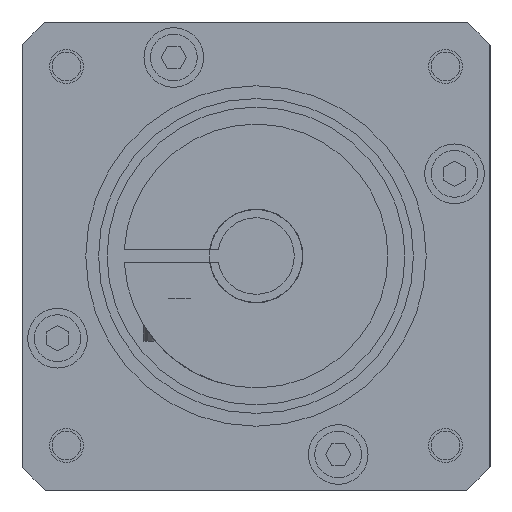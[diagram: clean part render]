
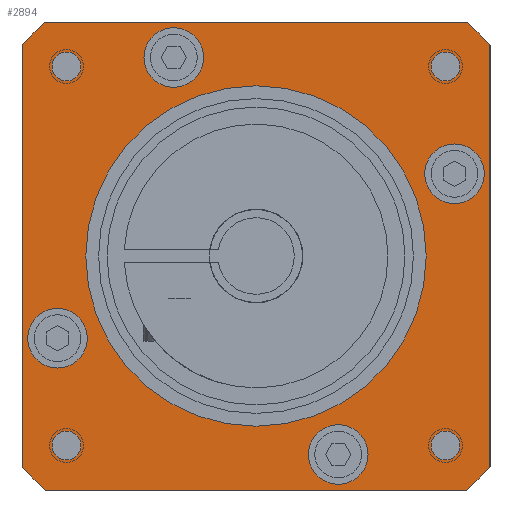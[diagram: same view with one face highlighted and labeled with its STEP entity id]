
A CAD part, left-side view. The second image highlights one B-rep face of the part: STEP entity #2894.
In plain terms, the highlighted planar face has unit normal (-1, 0, 0).
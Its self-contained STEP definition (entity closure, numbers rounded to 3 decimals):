
#59=CARTESIAN_POINT('',(0.,0.,0.));
#60=DIRECTION('',(-1.,0.,0.));
#61=DIRECTION('',(0.,-0.669,-0.743));
#62=AXIS2_PLACEMENT_3D('',#59,#60,#61);
#64=DIRECTION('',(0.,-1.,0.));
#65=VECTOR('',#64,49.508);
#66=CARTESIAN_POINT('',(0.,24.754,-27.5));
#67=LINE('',#66,#65);
#68=CARTESIAN_POINT('',(0.,0.,0.));
#69=DIRECTION('',(-1.,0.,0.));
#70=DIRECTION('',(0.,0.743,-0.669));
#71=AXIS2_PLACEMENT_3D('',#68,#69,#70);
#73=DIRECTION('',(0.,0.,-1.));
#74=VECTOR('',#73,49.508);
#75=CARTESIAN_POINT('',(0.,27.5,24.754));
#76=LINE('',#75,#74);
#77=CARTESIAN_POINT('',(0.,0.,0.));
#78=DIRECTION('',(-1.,0.,0.));
#79=DIRECTION('',(0.,0.669,0.743));
#80=AXIS2_PLACEMENT_3D('',#77,#78,#79);
#82=DIRECTION('',(0.,1.,0.));
#83=VECTOR('',#82,49.508);
#84=CARTESIAN_POINT('',(0.,-24.754,27.5));
#85=LINE('',#84,#83);
#86=CARTESIAN_POINT('',(0.,0.,0.));
#87=DIRECTION('',(-1.,0.,0.));
#88=DIRECTION('',(0.,-0.743,0.669));
#89=AXIS2_PLACEMENT_3D('',#86,#87,#88);
#91=DIRECTION('',(0.,0.,1.));
#92=VECTOR('',#91,49.508);
#93=CARTESIAN_POINT('',(0.,-27.5,-24.754));
#94=LINE('',#93,#92);
#95=CARTESIAN_POINT('',(0.,0.,0.));
#96=DIRECTION('',(-1.,0.,0.));
#97=DIRECTION('',(0.,0.,-1.));
#98=AXIS2_PLACEMENT_3D('',#95,#96,#97);
#100=CARTESIAN_POINT('',(0.,0.,0.));
#101=DIRECTION('',(-1.,0.,0.));
#102=DIRECTION('',(0.,0.,1.));
#103=AXIS2_PLACEMENT_3D('',#100,#101,#102);
#105=CARTESIAN_POINT('',(0.,-22.274,-22.274));
#106=DIRECTION('',(1.,0.,0.));
#107=DIRECTION('',(0.,1.,0.));
#108=AXIS2_PLACEMENT_3D('',#105,#106,#107);
#110=CARTESIAN_POINT('',(0.,-22.274,-22.274));
#111=DIRECTION('',(1.,0.,0.));
#112=DIRECTION('',(0.,-1.,0.));
#113=AXIS2_PLACEMENT_3D('',#110,#111,#112);
#115=CARTESIAN_POINT('',(0.,22.274,-22.274));
#116=DIRECTION('',(1.,0.,0.));
#117=DIRECTION('',(0.,0.,1.));
#118=AXIS2_PLACEMENT_3D('',#115,#116,#117);
#120=CARTESIAN_POINT('',(0.,22.274,-22.274));
#121=DIRECTION('',(1.,0.,0.));
#122=DIRECTION('',(0.,0.,-1.));
#123=AXIS2_PLACEMENT_3D('',#120,#121,#122);
#125=CARTESIAN_POINT('',(0.,22.274,22.274));
#126=DIRECTION('',(1.,0.,0.));
#127=DIRECTION('',(0.,-1.,0.));
#128=AXIS2_PLACEMENT_3D('',#125,#126,#127);
#130=CARTESIAN_POINT('',(0.,22.274,22.274));
#131=DIRECTION('',(1.,0.,0.));
#132=DIRECTION('',(0.,1.,0.));
#133=AXIS2_PLACEMENT_3D('',#130,#131,#132);
#135=CARTESIAN_POINT('',(0.,-22.274,22.274));
#136=DIRECTION('',(1.,0.,0.));
#137=DIRECTION('',(0.,0.,-1.));
#138=AXIS2_PLACEMENT_3D('',#135,#136,#137);
#140=CARTESIAN_POINT('',(0.,-22.274,22.274));
#141=DIRECTION('',(1.,0.,0.));
#142=DIRECTION('',(0.,0.,1.));
#143=AXIS2_PLACEMENT_3D('',#140,#141,#142);
#145=CARTESIAN_POINT('',(0.,-9.663,-23.328));
#146=DIRECTION('',(1.,0.,0.));
#147=DIRECTION('',(0.,1.,0.));
#148=AXIS2_PLACEMENT_3D('',#145,#146,#147);
#150=CARTESIAN_POINT('',(0.,-9.663,-23.328));
#151=DIRECTION('',(1.,0.,0.));
#152=DIRECTION('',(0.,-1.,0.));
#153=AXIS2_PLACEMENT_3D('',#150,#151,#152);
#155=CARTESIAN_POINT('',(0.,23.328,-9.663));
#156=DIRECTION('',(1.,0.,0.));
#157=DIRECTION('',(0.,0.,1.));
#158=AXIS2_PLACEMENT_3D('',#155,#156,#157);
#160=CARTESIAN_POINT('',(0.,23.328,-9.663));
#161=DIRECTION('',(1.,0.,0.));
#162=DIRECTION('',(0.,0.,-1.));
#163=AXIS2_PLACEMENT_3D('',#160,#161,#162);
#165=CARTESIAN_POINT('',(0.,9.663,23.328));
#166=DIRECTION('',(1.,0.,0.));
#167=DIRECTION('',(0.,-1.,0.));
#168=AXIS2_PLACEMENT_3D('',#165,#166,#167);
#170=CARTESIAN_POINT('',(0.,9.663,23.328));
#171=DIRECTION('',(1.,0.,0.));
#172=DIRECTION('',(0.,1.,0.));
#173=AXIS2_PLACEMENT_3D('',#170,#171,#172);
#175=CARTESIAN_POINT('',(0.,-23.328,9.663));
#176=DIRECTION('',(1.,0.,0.));
#177=DIRECTION('',(0.,0.,-1.));
#178=AXIS2_PLACEMENT_3D('',#175,#176,#177);
#180=CARTESIAN_POINT('',(0.,-23.328,9.663));
#181=DIRECTION('',(1.,0.,0.));
#182=DIRECTION('',(0.,0.,1.));
#183=AXIS2_PLACEMENT_3D('',#180,#181,#182);
#2310=CARTESIAN_POINT('',(0.,-24.754,-27.5));
#2311=CARTESIAN_POINT('',(0.,-27.5,-24.754));
#2312=VERTEX_POINT('',#2310);
#2313=VERTEX_POINT('',#2311);
#2314=CARTESIAN_POINT('',(0.,-27.5,24.754));
#2315=VERTEX_POINT('',#2314);
#2316=CARTESIAN_POINT('',(0.,-24.754,27.5));
#2317=VERTEX_POINT('',#2316);
#2318=CARTESIAN_POINT('',(0.,24.754,27.5));
#2319=VERTEX_POINT('',#2318);
#2320=CARTESIAN_POINT('',(0.,27.5,24.754));
#2321=VERTEX_POINT('',#2320);
#2322=CARTESIAN_POINT('',(0.,27.5,-24.754));
#2323=VERTEX_POINT('',#2322);
#2324=CARTESIAN_POINT('',(0.,24.754,-27.5));
#2325=VERTEX_POINT('',#2324);
#2376=CARTESIAN_POINT('',(0.,0.,-20.));
#2377=CARTESIAN_POINT('',(0.,0.,20.));
#2378=VERTEX_POINT('',#2376);
#2379=VERTEX_POINT('',#2377);
#2396=CARTESIAN_POINT('',(0.,-20.574,-22.274));
#2397=CARTESIAN_POINT('',(0.,-23.974,-22.274));
#2398=VERTEX_POINT('',#2396);
#2399=VERTEX_POINT('',#2397);
#2404=CARTESIAN_POINT('',(0.,22.274,-20.574));
#2405=CARTESIAN_POINT('',(0.,22.274,-23.974));
#2406=VERTEX_POINT('',#2404);
#2407=VERTEX_POINT('',#2405);
#2412=CARTESIAN_POINT('',(0.,20.574,22.274));
#2413=CARTESIAN_POINT('',(0.,23.974,22.274));
#2414=VERTEX_POINT('',#2412);
#2415=VERTEX_POINT('',#2413);
#2420=CARTESIAN_POINT('',(0.,-22.274,20.574));
#2421=CARTESIAN_POINT('',(0.,-22.274,23.974));
#2422=VERTEX_POINT('',#2420);
#2423=VERTEX_POINT('',#2421);
#2428=CARTESIAN_POINT('',(0.,-6.163,-23.328));
#2429=CARTESIAN_POINT('',(0.,-13.163,-23.328));
#2430=VERTEX_POINT('',#2428);
#2431=VERTEX_POINT('',#2429);
#2468=CARTESIAN_POINT('',(0.,23.328,-6.163));
#2469=CARTESIAN_POINT('',(0.,23.328,-13.163));
#2470=VERTEX_POINT('',#2468);
#2471=VERTEX_POINT('',#2469);
#2508=CARTESIAN_POINT('',(0.,6.163,23.328));
#2509=CARTESIAN_POINT('',(0.,13.163,23.328));
#2510=VERTEX_POINT('',#2508);
#2511=VERTEX_POINT('',#2509);
#2548=CARTESIAN_POINT('',(0.,-23.328,6.163));
#2549=CARTESIAN_POINT('',(0.,-23.328,13.163));
#2550=VERTEX_POINT('',#2548);
#2551=VERTEX_POINT('',#2549);
#2818=CARTESIAN_POINT('',(0.,0.,0.));
#2819=DIRECTION('',(-1.,0.,0.));
#2820=DIRECTION('',(0.,1.,0.));
#2821=AXIS2_PLACEMENT_3D('',#2818,#2819,#2820);
#2822=PLANE('',#2821);
#2824=ORIENTED_EDGE('',*,*,#2823,.F.);
#2826=ORIENTED_EDGE('',*,*,#2825,.F.);
#2828=ORIENTED_EDGE('',*,*,#2827,.F.);
#2830=ORIENTED_EDGE('',*,*,#2829,.F.);
#2832=ORIENTED_EDGE('',*,*,#2831,.F.);
#2834=ORIENTED_EDGE('',*,*,#2833,.F.);
#2836=ORIENTED_EDGE('',*,*,#2835,.F.);
#2838=ORIENTED_EDGE('',*,*,#2837,.F.);
#2839=EDGE_LOOP('',(#2824,#2826,#2828,#2830,#2832,#2834,#2836,#2838));
#2840=FACE_OUTER_BOUND('',#2839,.F.);
#2842=ORIENTED_EDGE('',*,*,#2841,.T.);
#2844=ORIENTED_EDGE('',*,*,#2843,.T.);
#2845=EDGE_LOOP('',(#2842,#2844));
#2846=FACE_BOUND('',#2845,.F.);
#2848=ORIENTED_EDGE('',*,*,#2847,.F.);
#2850=ORIENTED_EDGE('',*,*,#2849,.F.);
#2851=EDGE_LOOP('',(#2848,#2850));
#2852=FACE_BOUND('',#2851,.F.);
#2854=ORIENTED_EDGE('',*,*,#2853,.F.);
#2856=ORIENTED_EDGE('',*,*,#2855,.F.);
#2857=EDGE_LOOP('',(#2854,#2856));
#2858=FACE_BOUND('',#2857,.F.);
#2860=ORIENTED_EDGE('',*,*,#2859,.F.);
#2862=ORIENTED_EDGE('',*,*,#2861,.F.);
#2863=EDGE_LOOP('',(#2860,#2862));
#2864=FACE_BOUND('',#2863,.F.);
#2865=ORIENTED_EDGE('',*,*,#2801,.F.);
#2867=ORIENTED_EDGE('',*,*,#2866,.F.);
#2868=EDGE_LOOP('',(#2865,#2867));
#2869=FACE_BOUND('',#2868,.F.);
#2871=ORIENTED_EDGE('',*,*,#2870,.F.);
#2873=ORIENTED_EDGE('',*,*,#2872,.F.);
#2874=EDGE_LOOP('',(#2871,#2873));
#2875=FACE_BOUND('',#2874,.F.);
#2877=ORIENTED_EDGE('',*,*,#2876,.F.);
#2879=ORIENTED_EDGE('',*,*,#2878,.F.);
#2880=EDGE_LOOP('',(#2877,#2879));
#2881=FACE_BOUND('',#2880,.F.);
#2883=ORIENTED_EDGE('',*,*,#2882,.F.);
#2885=ORIENTED_EDGE('',*,*,#2884,.F.);
#2886=EDGE_LOOP('',(#2883,#2885));
#2887=FACE_BOUND('',#2886,.F.);
#2889=ORIENTED_EDGE('',*,*,#2888,.F.);
#2891=ORIENTED_EDGE('',*,*,#2890,.F.);
#2892=EDGE_LOOP('',(#2889,#2891));
#2893=FACE_BOUND('',#2892,.F.);
#63=CIRCLE('',#62,37.);
#72=CIRCLE('',#71,37.);
#81=CIRCLE('',#80,37.);
#90=CIRCLE('',#89,37.);
#99=CIRCLE('',#98,20.);
#104=CIRCLE('',#103,20.);
#109=CIRCLE('',#108,1.7);
#114=CIRCLE('',#113,1.7);
#119=CIRCLE('',#118,1.7);
#124=CIRCLE('',#123,1.7);
#129=CIRCLE('',#128,1.7);
#134=CIRCLE('',#133,1.7);
#139=CIRCLE('',#138,1.7);
#144=CIRCLE('',#143,1.7);
#149=CIRCLE('',#148,3.5);
#154=CIRCLE('',#153,3.5);
#159=CIRCLE('',#158,3.5);
#164=CIRCLE('',#163,3.5);
#169=CIRCLE('',#168,3.5);
#174=CIRCLE('',#173,3.5);
#179=CIRCLE('',#178,3.5);
#184=CIRCLE('',#183,3.5);
#2801=EDGE_CURVE('',#2422,#2423,#139,.T.);
#2823=EDGE_CURVE('',#2312,#2313,#63,.T.);
#2825=EDGE_CURVE('',#2325,#2312,#67,.T.);
#2827=EDGE_CURVE('',#2323,#2325,#72,.T.);
#2829=EDGE_CURVE('',#2321,#2323,#76,.T.);
#2831=EDGE_CURVE('',#2319,#2321,#81,.T.);
#2833=EDGE_CURVE('',#2317,#2319,#85,.T.);
#2835=EDGE_CURVE('',#2315,#2317,#90,.T.);
#2837=EDGE_CURVE('',#2313,#2315,#94,.T.);
#2841=EDGE_CURVE('',#2378,#2379,#99,.T.);
#2843=EDGE_CURVE('',#2379,#2378,#104,.T.);
#2847=EDGE_CURVE('',#2398,#2399,#109,.T.);
#2849=EDGE_CURVE('',#2399,#2398,#114,.T.);
#2853=EDGE_CURVE('',#2406,#2407,#119,.T.);
#2855=EDGE_CURVE('',#2407,#2406,#124,.T.);
#2859=EDGE_CURVE('',#2414,#2415,#129,.T.);
#2861=EDGE_CURVE('',#2415,#2414,#134,.T.);
#2866=EDGE_CURVE('',#2423,#2422,#144,.T.);
#2870=EDGE_CURVE('',#2430,#2431,#149,.T.);
#2872=EDGE_CURVE('',#2431,#2430,#154,.T.);
#2876=EDGE_CURVE('',#2470,#2471,#159,.T.);
#2878=EDGE_CURVE('',#2471,#2470,#164,.T.);
#2882=EDGE_CURVE('',#2510,#2511,#169,.T.);
#2884=EDGE_CURVE('',#2511,#2510,#174,.T.);
#2888=EDGE_CURVE('',#2550,#2551,#179,.T.);
#2890=EDGE_CURVE('',#2551,#2550,#184,.T.);
#2894=ADVANCED_FACE('',(#2840,#2846,#2852,#2858,#2864,#2869,#2875,#2881,#2887,
#2893),#2822,.T.);
